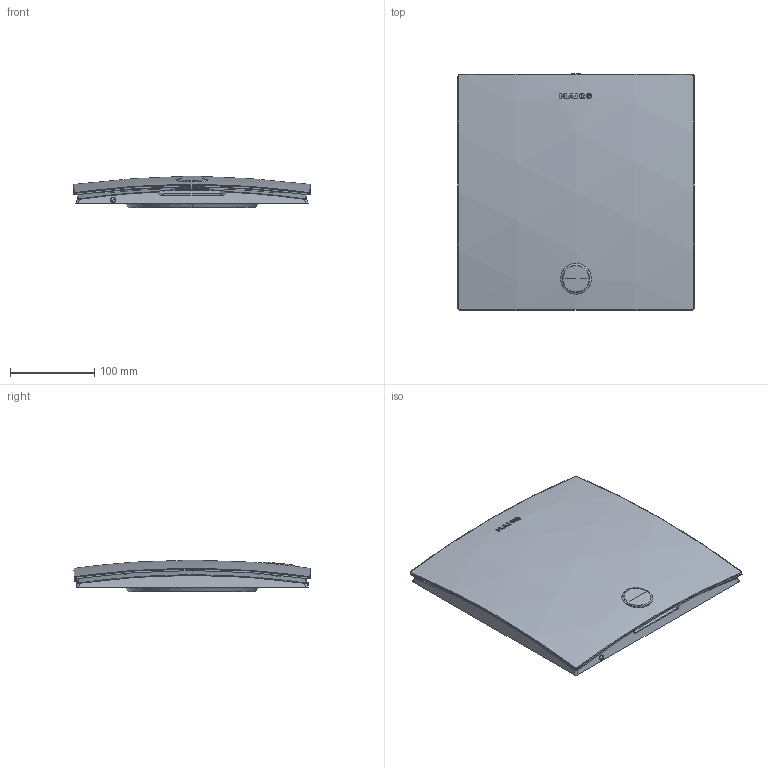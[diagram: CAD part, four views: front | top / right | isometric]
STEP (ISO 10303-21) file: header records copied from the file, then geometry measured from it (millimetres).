
FILE_DESCRIPTION(('Creo Elements/Direct Modeling STEP Export'),'2;1');
FILE_NAME('0084.0364 ER-AB.stp','2019-03-26T14:33:21',(''),(''),'PTC Creo Elements/Direct Modeling STEP processor for AP214 (Solid Model)','PTC Creo Elements/Direct Modeling 19.0C 15-Aug-2015 (C) Parametric Technology GmbH','');
FILE_SCHEMA(('AUTOMOTIVE_DESIGN { 1 0 10303 214 1 1 1 1 }'));
Products named in the file (1): 0084.0364_ER-AB_Dummy
Bounding box: 281 x 281.3 x 37.82 mm (x, y, z)
Volume: 1564366.2 mm3; surface area: 332732.5 mm2
Topology: 1 solids, 16 shells, 621 faces, 1479 edges, 937 vertices
Faces by surface type: plane 234, cylinder 124, cone 86, sphere 60, bspline 58, torus 38, extrusion 11, revolution 10
Entity records: 51328 total; most frequent: CARTESIAN_POINT 37913, ORIENTED_EDGE 2926, DIRECTION 2397, EDGE_CURVE 1463, AXIS2_PLACEMENT_3D 957, VERTEX_POINT 939, EDGE_LOOP 704, FACE_OUTER_BOUND 621
